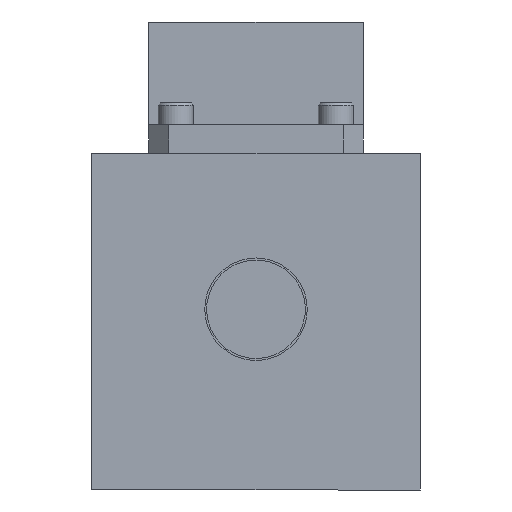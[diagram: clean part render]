
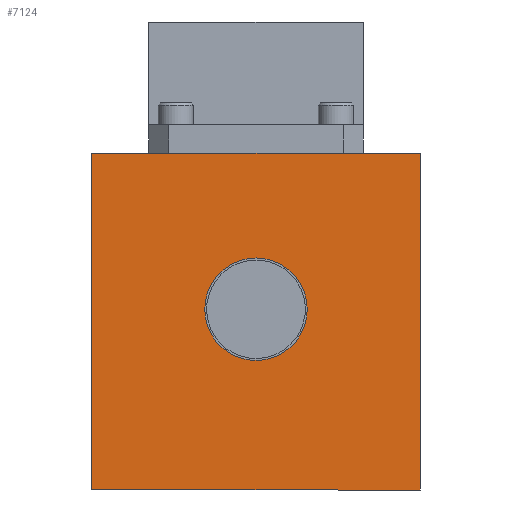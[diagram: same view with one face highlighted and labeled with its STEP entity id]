
A CAD part, front view. The second image highlights one B-rep face of the part: STEP entity #7124.
In plain terms, the highlighted planar face has unit normal (0, -1, 0).
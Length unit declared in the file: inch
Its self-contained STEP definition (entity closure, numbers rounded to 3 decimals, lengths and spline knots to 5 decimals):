
#295 = EDGE_CURVE ( 'NONE', #11266, #11639, #7080, .T. ) ;
#350 = VECTOR ( 'NONE', #530, 39.37008 ) ;
#530 = DIRECTION ( 'NONE',  ( 0., 0., -1. ) ) ;
#841 = AXIS2_PLACEMENT_3D ( 'NONE', #13318, #8958, #10940 ) ;
#1278 = CIRCLE ( 'NONE', #2843, 0.39 ) ;
#2377 = ORIENTED_EDGE ( 'NONE', *, *, #2547, .F. ) ;
#2547 = EDGE_CURVE ( 'NONE', #11677, #12109, #13211, .T. ) ;
#2602 = CARTESIAN_POINT ( 'NONE',  ( 0., -0.815, -0.795 ) ) ;
#2824 = DIRECTION ( 'NONE',  ( 0., 0., 1. ) ) ;
#2843 = AXIS2_PLACEMENT_3D ( 'NONE', #5953, #13267, #4569 ) ;
#3591 = LINE ( 'NONE', #11006, #8871 ) ;
#3670 = ORIENTED_EDGE ( 'NONE', *, *, #7182, .F. ) ;
#3718 = ORIENTED_EDGE ( 'NONE', *, *, #6830, .F. ) ;
#3814 = CARTESIAN_POINT ( 'NONE',  ( 1.25, -0.815, 0. ) ) ;
#4569 = DIRECTION ( 'NONE',  ( 0., 0., -1. ) ) ;
#4644 = CARTESIAN_POINT ( 'NONE',  ( 1.25, -0.815, 0. ) ) ;
#5027 = CARTESIAN_POINT ( 'NONE',  ( -1.25, -0.815, 0. ) ) ;
#5674 = CARTESIAN_POINT ( 'NONE',  ( 1.25, -0.815, -2.56 ) ) ;
#5744 = CARTESIAN_POINT ( 'NONE',  ( 0., -0.815, -1.185 ) ) ;
#5796 = DIRECTION ( 'NONE',  ( -1., 0., 0. ) ) ;
#5953 = CARTESIAN_POINT ( 'NONE',  ( 0., -0.815, -1.185 ) ) ;
#6037 = ORIENTED_EDGE ( 'NONE', *, *, #12882, .F. ) ;
#6426 = CIRCLE ( 'NONE', #6660, 0.39 ) ;
#6660 = AXIS2_PLACEMENT_3D ( 'NONE', #5744, #11285, #9112 ) ;
#6768 = EDGE_CURVE ( 'NONE', #7553, #12527, #6426, .T. ) ;
#6792 = CARTESIAN_POINT ( 'NONE',  ( 0., -0.815, -1.575 ) ) ;
#6830 = EDGE_CURVE ( 'NONE', #12527, #7553, #1278, .T. ) ;
#6965 = CARTESIAN_POINT ( 'NONE',  ( -1.25, -0.815, 0. ) ) ;
#7080 = LINE ( 'NONE', #5027, #13415 ) ;
#7124 = ADVANCED_FACE ( 'NONE', ( #9998, #7926 ), #9932, .F. ) ;
#7182 = EDGE_CURVE ( 'NONE', #12109, #11266, #3591, .T. ) ;
#7553 = VERTEX_POINT ( 'NONE', #2602 ) ;
#7926 = FACE_OUTER_BOUND ( 'NONE', #9043, .T. ) ;
#8871 = VECTOR ( 'NONE', #5796, 39.37008 ) ;
#8958 = DIRECTION ( 'NONE',  ( 0., 1., 0. ) ) ;
#9043 = EDGE_LOOP ( 'NONE', ( #10436, #3670, #2377, #6037 ) ) ;
#9112 = DIRECTION ( 'NONE',  ( 0., 0., -1. ) ) ;
#9209 = CARTESIAN_POINT ( 'NONE',  ( -1.25, -0.815, -2.56 ) ) ;
#9778 = VECTOR ( 'NONE', #13277, 39.37008 ) ;
#9932 = PLANE ( 'NONE',  #841 ) ;
#9998 = FACE_BOUND ( 'NONE', #10017, .T. ) ;
#10017 = EDGE_LOOP ( 'NONE', ( #3718, #13496 ) ) ;
#10028 = CARTESIAN_POINT ( 'NONE',  ( 0., -0.815, 0. ) ) ;
#10436 = ORIENTED_EDGE ( 'NONE', *, *, #295, .F. ) ;
#10940 = DIRECTION ( 'NONE',  ( 0., 0., 1. ) ) ;
#11006 = CARTESIAN_POINT ( 'NONE',  ( 0., -0.815, -2.56 ) ) ;
#11266 = VERTEX_POINT ( 'NONE', #9209 ) ;
#11285 = DIRECTION ( 'NONE',  ( 0., -1., 0. ) ) ;
#11639 = VERTEX_POINT ( 'NONE', #6965 ) ;
#11677 = VERTEX_POINT ( 'NONE', #3814 ) ;
#12109 = VERTEX_POINT ( 'NONE', #5674 ) ;
#12212 = LINE ( 'NONE', #10028, #9778 ) ;
#12527 = VERTEX_POINT ( 'NONE', #6792 ) ;
#12882 = EDGE_CURVE ( 'NONE', #11639, #11677, #12212, .T. ) ;
#13211 = LINE ( 'NONE', #4644, #350 ) ;
#13267 = DIRECTION ( 'NONE',  ( 0., -1., 0. ) ) ;
#13277 = DIRECTION ( 'NONE',  ( 1., 0., 0. ) ) ;
#13318 = CARTESIAN_POINT ( 'NONE',  ( 0., -0.815, 0. ) ) ;
#13415 = VECTOR ( 'NONE', #2824, 39.37008 ) ;
#13496 = ORIENTED_EDGE ( 'NONE', *, *, #6768, .F. ) ;
